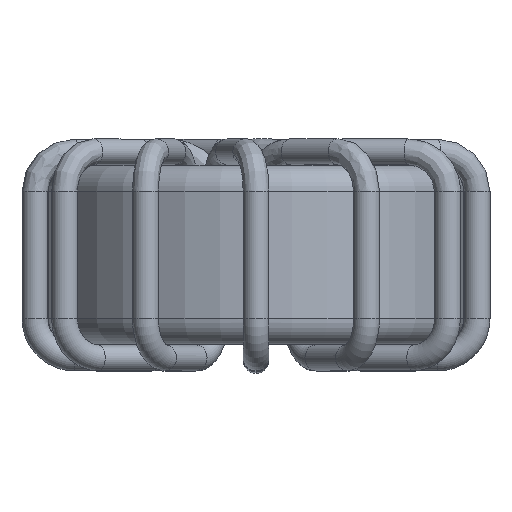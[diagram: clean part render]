
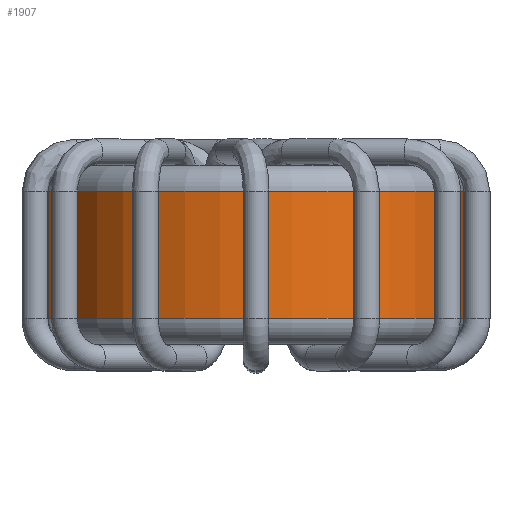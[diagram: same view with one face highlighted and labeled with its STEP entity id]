
A CAD part, top view. The second image highlights one B-rep face of the part: STEP entity #1907.
In plain terms, the highlighted cylindrical face has radius 4 mm (diameter 8 mm), a full revolution.
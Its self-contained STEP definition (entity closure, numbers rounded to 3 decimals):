
#279=ORIENTED_EDGE('',*,*,#391,.T.);
#280=ORIENTED_EDGE('',*,*,#392,.T.);
#391=EDGE_CURVE('',#495,#495,#599,.T.);
#392=EDGE_CURVE('',#496,#496,#600,.T.);
#495=VERTEX_POINT('',#4875);
#496=VERTEX_POINT('',#4877);
#599=CIRCLE('',#2096,4.);
#600=CIRCLE('',#2097,4.);
#799=EDGE_LOOP('',(#279));
#800=EDGE_LOOP('',(#280));
#1007=FACE_BOUND('',#799,.T.);
#1008=FACE_BOUND('',#800,.T.);
#1070=CYLINDRICAL_SURFACE('',#2095,4.);
#1907=ADVANCED_FACE('',(#1007,#1008),#1070,.T.);
#2095=AXIS2_PLACEMENT_3D('',#4873,#2452,#2453);
#2096=AXIS2_PLACEMENT_3D('',#4874,#2454,#2455);
#2097=AXIS2_PLACEMENT_3D('',#4876,#2456,#2457);
#2452=DIRECTION('',(0.,-1.,0.));
#2453=DIRECTION('',(0.,0.,-1.));
#2454=DIRECTION('',(0.,1.,0.));
#2455=DIRECTION('',(0.,0.,1.));
#2456=DIRECTION('',(0.,-1.,0.));
#2457=DIRECTION('',(0.,0.,-1.));
#4873=CARTESIAN_POINT('',(0.,0.,0.));
#4874=CARTESIAN_POINT('',(0.,-1.225,0.));
#4875=CARTESIAN_POINT('',(0.,-1.225,4.));
#4876=CARTESIAN_POINT('',(0.,1.225,0.));
#4877=CARTESIAN_POINT('',(0.,1.225,-4.));
